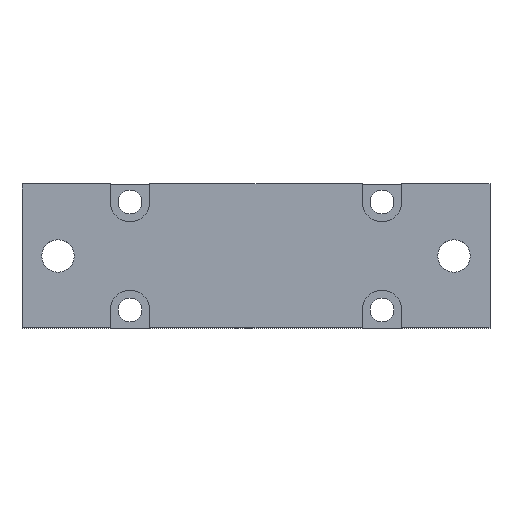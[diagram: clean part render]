
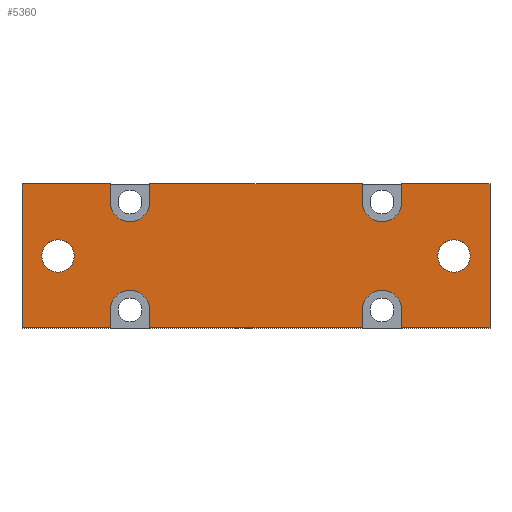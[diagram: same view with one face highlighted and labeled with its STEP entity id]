
A CAD part, top view. The second image highlights one B-rep face of the part: STEP entity #5360.
In plain terms, the highlighted planar face has unit normal (0, 0, 1).
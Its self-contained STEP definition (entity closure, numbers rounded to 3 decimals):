
#1800=CARTESIAN_POINT('',(85.5,15.,10.));
#1810=VERTEX_POINT('',#1800);
#1840=CARTESIAN_POINT('',(90.,15.,10.));
#1850=DIRECTION('',(0.,0.,-1.));
#1860=DIRECTION('',(1.,0.,0.));
#1870=AXIS2_PLACEMENT_3D('',#1840,#1850,#1860);
#1880=CIRCLE('',#1870,4.5);
#1890=CARTESIAN_POINT('',(94.5,15.,10.));
#1900=VERTEX_POINT('',#1890);
#1910=EDGE_CURVE('',#1810,#1900,#1880,.T.);
#2220=CARTESIAN_POINT('',(-15.5,15.,10.));
#2230=VERTEX_POINT('',#2220);
#2260=CARTESIAN_POINT('',(-20.,15.,10.));
#2270=DIRECTION('',(0.,0.,-1.));
#2280=DIRECTION('',(1.,0.,0.));
#2290=AXIS2_PLACEMENT_3D('',#2260,#2270,#2280);
#2300=CIRCLE('',#2290,4.5);
#2310=CARTESIAN_POINT('',(-24.5,15.,10.));
#2320=VERTEX_POINT('',#2310);
#2330=EDGE_CURVE('',#2230,#2320,#2300,.T.);
#2580=CARTESIAN_POINT('',(64.5,0.,10.));
#2590=DIRECTION('',(0.,1.,0.));
#2600=VECTOR('',#2590,1.);
#2610=LINE('',#2580,#2600);
#2620=CARTESIAN_POINT('',(64.5,30.,10.));
#2630=VERTEX_POINT('',#2620);
#2640=CARTESIAN_POINT('',(64.5,35.,10.));
#2650=VERTEX_POINT('',#2640);
#2660=EDGE_CURVE('',#2630,#2650,#2610,.T.);
#2980=CARTESIAN_POINT('',(75.5,0.,10.));
#2990=DIRECTION('',(0.,-1.,0.));
#3000=VECTOR('',#2990,1.);
#3010=LINE('',#2980,#3000);
#3020=CARTESIAN_POINT('',(75.5,35.,10.));
#3030=VERTEX_POINT('',#3020);
#3040=CARTESIAN_POINT('',(75.5,30.,10.));
#3050=VERTEX_POINT('',#3040);
#3060=EDGE_CURVE('',#3030,#3050,#3010,.T.);
#3470=CARTESIAN_POINT('',(70.,30.,10.));
#3480=DIRECTION('',(0.,0.,-1.));
#3490=DIRECTION('',(1.,0.,0.));
#3500=AXIS2_PLACEMENT_3D('',#3470,#3480,#3490);
#3510=CIRCLE('',#3500,5.5);
#3520=EDGE_CURVE('',#3050,#2630,#3510,.T.);
#3790=CARTESIAN_POINT('',(-30.5,-5.4,10.));
#3800=DIRECTION('',(0.,0.,1.));
#3810=DIRECTION('',(1.,0.,0.));
#3820=AXIS2_PLACEMENT_3D('',#3790,#3800,#3810);
#3830=PLANE('',#3820);
#3840=ORIENTED_EDGE('',*,*,#1910,.T.);
#3850=EDGE_CURVE('',#1900,#1810,#1880,.T.);
#3860=ORIENTED_EDGE('',*,*,#3850,.T.);
#3870=EDGE_LOOP('',(#3860,#3840));
#3880=FACE_BOUND('',#3870,.T.);
#3890=EDGE_CURVE('',#2320,#2230,#2300,.T.);
#3900=ORIENTED_EDGE('',*,*,#3890,.T.);
#3910=ORIENTED_EDGE('',*,*,#2330,.T.);
#3920=EDGE_LOOP('',(#3910,#3900));
#3930=FACE_BOUND('',#3920,.T.);
#3940=CARTESIAN_POINT('',(0.,35.,10.));
#3950=DIRECTION('',(-1.,0.,0.));
#3960=VECTOR('',#3950,1.);
#3970=LINE('',#3940,#3960);
#3980=CARTESIAN_POINT('',(100.,35.,10.));
#3990=VERTEX_POINT('',#3980);
#4000=EDGE_CURVE('',#3990,#3030,#3970,.T.);
#4010=ORIENTED_EDGE('',*,*,#4000,.T.);
#4020=CARTESIAN_POINT('',(100.,0.,10.));
#4030=DIRECTION('',(0.,1.,0.));
#4040=VECTOR('',#4030,1.);
#4050=LINE('',#4020,#4040);
#4060=CARTESIAN_POINT('',(100.,-5.,10.));
#4070=VERTEX_POINT('',#4060);
#4080=EDGE_CURVE('',#4070,#3990,#4050,.T.);
#4090=ORIENTED_EDGE('',*,*,#4080,.T.);
#4100=CARTESIAN_POINT('',(0.,-5.,10.));
#4110=DIRECTION('',(1.,0.,0.));
#4120=VECTOR('',#4110,1.);
#4130=LINE('',#4100,#4120);
#4140=CARTESIAN_POINT('',(75.5,-5.,10.));
#4150=VERTEX_POINT('',#4140);
#4160=EDGE_CURVE('',#4150,#4070,#4130,.T.);
#4170=ORIENTED_EDGE('',*,*,#4160,.T.);
#4180=CARTESIAN_POINT('',(75.5,0.,10.));
#4190=DIRECTION('',(0.,-1.,0.));
#4200=VECTOR('',#4190,1.);
#4210=LINE('',#4180,#4200);
#4220=CARTESIAN_POINT('',(75.5,0.,10.));
#4230=VERTEX_POINT('',#4220);
#4240=EDGE_CURVE('',#4230,#4150,#4210,.T.);
#4250=ORIENTED_EDGE('',*,*,#4240,.T.);
#4260=CARTESIAN_POINT('',(70.,0.,10.));
#4270=DIRECTION('',(0.,0.,-1.));
#4280=DIRECTION('',(1.,0.,0.));
#4290=AXIS2_PLACEMENT_3D('',#4260,#4270,#4280);
#4300=CIRCLE('',#4290,5.5);
#4310=CARTESIAN_POINT('',(64.5,0.,10.));
#4320=VERTEX_POINT('',#4310);
#4330=EDGE_CURVE('',#4320,#4230,#4300,.T.);
#4340=ORIENTED_EDGE('',*,*,#4330,.T.);
#4350=CARTESIAN_POINT('',(64.5,0.,10.));
#4360=DIRECTION('',(0.,1.,0.));
#4370=VECTOR('',#4360,1.);
#4380=LINE('',#4350,#4370);
#4390=CARTESIAN_POINT('',(64.5,-5.,10.));
#4400=VERTEX_POINT('',#4390);
#4410=EDGE_CURVE('',#4400,#4320,#4380,.T.);
#4420=ORIENTED_EDGE('',*,*,#4410,.T.);
#4430=CARTESIAN_POINT('',(0.,-5.,10.));
#4440=DIRECTION('',(1.,0.,0.));
#4450=VECTOR('',#4440,1.);
#4460=LINE('',#4430,#4450);
#4470=CARTESIAN_POINT('',(5.5,-5.,10.));
#4480=VERTEX_POINT('',#4470);
#4490=EDGE_CURVE('',#4480,#4400,#4460,.T.);
#4500=ORIENTED_EDGE('',*,*,#4490,.T.);
#4510=CARTESIAN_POINT('',(5.5,0.,10.));
#4520=DIRECTION('',(0.,-1.,0.));
#4530=VECTOR('',#4520,1.);
#4540=LINE('',#4510,#4530);
#4550=CARTESIAN_POINT('',(5.5,0.,10.));
#4560=VERTEX_POINT('',#4550);
#4570=EDGE_CURVE('',#4560,#4480,#4540,.T.);
#4580=ORIENTED_EDGE('',*,*,#4570,.T.);
#4590=CARTESIAN_POINT('',(0.,0.,10.
));
#4600=DIRECTION('',(0.,0.,-1.));
#4610=DIRECTION('',(1.,0.,0.));
#4620=AXIS2_PLACEMENT_3D('',#4590,#4600,#4610);
#4630=CIRCLE('',#4620,5.5);
#4640=CARTESIAN_POINT('',(-5.5,0.,10.));
#4650=VERTEX_POINT('',#4640);
#4660=EDGE_CURVE('',#4650,#4560,#4630,.T.);
#4670=ORIENTED_EDGE('',*,*,#4660,.T.);
#4680=CARTESIAN_POINT('',(-5.5,0.,10.));
#4690=DIRECTION('',(0.,1.,0.));
#4700=VECTOR('',#4690,1.);
#4710=LINE('',#4680,#4700);
#4720=CARTESIAN_POINT('',(-5.5,-5.,10.));
#4730=VERTEX_POINT('',#4720);
#4740=EDGE_CURVE('',#4730,#4650,#4710,.T.);
#4750=ORIENTED_EDGE('',*,*,#4740,.T.);
#4760=CARTESIAN_POINT('',(0.,-5.,10.));
#4770=DIRECTION('',(1.,0.,0.));
#4780=VECTOR('',#4770,1.);
#4790=LINE('',#4760,#4780);
#4800=CARTESIAN_POINT('',(-30.,-5.,10.));
#4810=VERTEX_POINT('',#4800);
#4820=EDGE_CURVE('',#4810,#4730,#4790,.T.);
#4830=ORIENTED_EDGE('',*,*,#4820,.T.);
#4840=CARTESIAN_POINT('',(-30.,0.,10.));
#4850=DIRECTION('',(0.,-1.,0.));
#4860=VECTOR('',#4850,1.);
#4870=LINE('',#4840,#4860);
#4880=CARTESIAN_POINT('',(-30.,35.,10.));
#4890=VERTEX_POINT('',#4880);
#4900=EDGE_CURVE('',#4890,#4810,#4870,.T.);
#4910=ORIENTED_EDGE('',*,*,#4900,.T.);
#4920=CARTESIAN_POINT('',(0.,35.,10.));
#4930=DIRECTION('',(-1.,0.,0.));
#4940=VECTOR('',#4930,1.);
#4950=LINE('',#4920,#4940);
#4960=CARTESIAN_POINT('',(-5.5,35.,10.));
#4970=VERTEX_POINT('',#4960);
#4980=EDGE_CURVE('',#4970,#4890,#4950,.T.);
#4990=ORIENTED_EDGE('',*,*,#4980,.T.);
#5000=CARTESIAN_POINT('',(-5.5,0.,10.));
#5010=DIRECTION('',(0.,1.,0.));
#5020=VECTOR('',#5010,1.);
#5030=LINE('',#5000,#5020);
#5040=CARTESIAN_POINT('',(-5.5,30.,10.));
#5050=VERTEX_POINT('',#5040);
#5060=EDGE_CURVE('',#5050,#4970,#5030,.T.);
#5070=ORIENTED_EDGE('',*,*,#5060,.T.);
#5080=CARTESIAN_POINT('',(0.,30.,10.));
#5090=DIRECTION('',(0.,0.,-1.));
#5100=DIRECTION('',(1.,0.,0.));
#5110=AXIS2_PLACEMENT_3D('',#5080,#5090,#5100);
#5120=CIRCLE('',#5110,5.5);
#5130=CARTESIAN_POINT('',(5.5,30.,10.));
#5140=VERTEX_POINT('',#5130);
#5150=EDGE_CURVE('',#5140,#5050,#5120,.T.);
#5160=ORIENTED_EDGE('',*,*,#5150,.T.);
#5170=CARTESIAN_POINT('',(5.5,0.,10.));
#5180=DIRECTION('',(0.,-1.,0.));
#5190=VECTOR('',#5180,1.);
#5200=LINE('',#5170,#5190);
#5210=CARTESIAN_POINT('',(5.5,35.,10.));
#5220=VERTEX_POINT('',#5210);
#5230=EDGE_CURVE('',#5220,#5140,#5200,.T.);
#5240=ORIENTED_EDGE('',*,*,#5230,.T.);
#5250=CARTESIAN_POINT('',(0.,35.,10.));
#5260=DIRECTION('',(-1.,0.,0.));
#5270=VECTOR('',#5260,1.);
#5280=LINE('',#5250,#5270);
#5290=EDGE_CURVE('',#2650,#5220,#5280,.T.);
#5300=ORIENTED_EDGE('',*,*,#5290,.T.);
#5310=ORIENTED_EDGE('',*,*,#2660,.T.);
#5320=ORIENTED_EDGE('',*,*,#3520,.T.);
#5330=ORIENTED_EDGE('',*,*,#3060,.T.);
#5340=EDGE_LOOP('',(#5330,#5320,#5310,#5300,#5240,#5160,#5070,#4990,
#4910,#4830,#4750,#4670,#4580,#4500,#4420,#4340,#4250,#4170,#4090,#4010)
);
#5350=FACE_OUTER_BOUND('',#5340,.T.);
#5360=ADVANCED_FACE('',(#3880,#3930,#5350),#3830,.T.);
